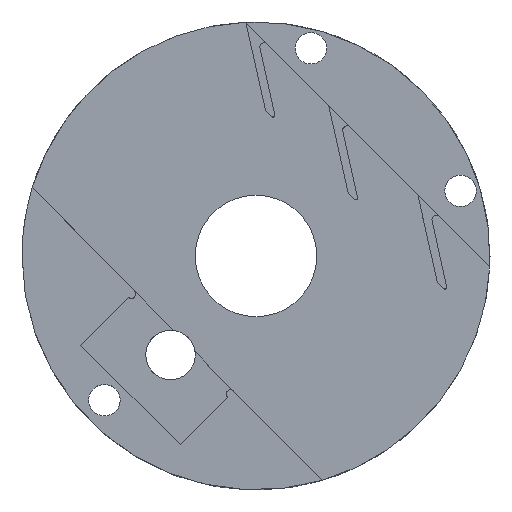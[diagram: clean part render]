
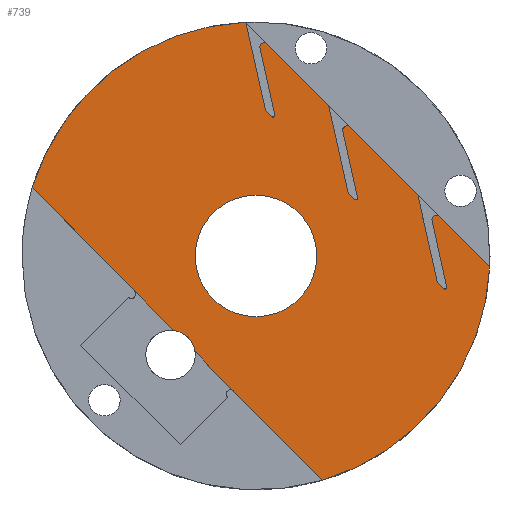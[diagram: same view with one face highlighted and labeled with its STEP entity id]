
A CAD part, top view. The second image highlights one B-rep face of the part: STEP entity #739.
In plain terms, the highlighted planar face has unit normal (0, 0, 1).
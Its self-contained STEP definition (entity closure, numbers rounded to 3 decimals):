
#207=CARTESIAN_POINT('',(7.376,149.068,3.));
#208=VERTEX_POINT('',#207);
#215=CARTESIAN_POINT('',(-6.77,163.327,3.));
#216=VERTEX_POINT('',#215);
#217=CARTESIAN_POINT('',(7.376,149.068,3.));
#218=DIRECTION('',(-0.704,0.71,0.));
#219=VECTOR('',#218,20.085);
#220=LINE('',#217,#219);
#221=EDGE_CURVE('',#208,#216,#220,.T.);
#476=CARTESIAN_POINT('',(-1.131,199.975,3.));
#477=VERTEX_POINT('',#476);
#484=CARTESIAN_POINT('',(25.971,172.779,3.));
#485=VERTEX_POINT('',#484);
#486=CARTESIAN_POINT('',(25.971,172.779,3.));
#487=DIRECTION('',(-0.706,0.708,0.));
#488=VECTOR('',#487,38.395);
#489=LINE('',#486,#488);
#490=EDGE_CURVE('',#485,#477,#489,.T.);
#609=CARTESIAN_POINT('',(-24.872,181.576,3.));
#610=VERTEX_POINT('',#609);
#617=CARTESIAN_POINT('',(-0.,174.,3.));
#618=DIRECTION('',(0.,0.,1.));
#619=DIRECTION('',(1.,0.,-0.));
#620=AXIS2_PLACEMENT_3D('',#617,#618,#619);
#621=CIRCLE('',#620,26.);
#622=EDGE_CURVE('',#477,#610,#621,.T.);
#635=CARTESIAN_POINT('',(-0.,174.,3.));
#636=DIRECTION('',(0.,0.,1.));
#637=DIRECTION('',(1.,0.,-0.));
#638=AXIS2_PLACEMENT_3D('',#635,#636,#637);
#639=CIRCLE('',#638,26.);
#640=EDGE_CURVE('',#208,#485,#639,.T.);
#702=CARTESIAN_POINT('',(-0.,174.,3.));
#703=DIRECTION('',(0.,0.,1.));
#704=DIRECTION('',(1.,0.,0.));
#705=AXIS2_PLACEMENT_3D('',#702,#703,#704);
#706=PLANE('',#705);
#707=ORIENTED_EDGE('',*,*,#221,.F.);
#708=ORIENTED_EDGE('',*,*,#640,.T.);
#709=ORIENTED_EDGE('',*,*,#490,.T.);
#710=ORIENTED_EDGE('',*,*,#622,.T.);
#711=CARTESIAN_POINT('',(-9.151,165.728,3.));
#712=VERTEX_POINT('',#711);
#713=CARTESIAN_POINT('',(-9.151,165.728,3.));
#714=DIRECTION('',(-0.704,0.71,0.));
#715=VECTOR('',#714,22.323);
#716=LINE('',#713,#715);
#717=EDGE_CURVE('',#712,#610,#716,.T.);
#718=ORIENTED_EDGE('',*,*,#717,.F.);
#719=CARTESIAN_POINT('',(-9.5,163.,3.));
#720=DIRECTION('',(0.,0.,1.));
#721=DIRECTION('',(1.,0.,-0.));
#722=AXIS2_PLACEMENT_3D('',#719,#720,#721);
#723=CIRCLE('',#722,2.75);
#724=EDGE_CURVE('',#216,#712,#723,.T.);
#725=ORIENTED_EDGE('',*,*,#724,.F.);
#726=EDGE_LOOP('',(#707,#708,#709,#710,#718,#725));
#727=FACE_BOUND('',#726,.T.);
#728=CARTESIAN_POINT('',(6.75,174.,3.));
#729=VERTEX_POINT('',#728);
#730=CARTESIAN_POINT('',(-0.,174.,3.));
#731=DIRECTION('',(0.,0.,1.));
#732=DIRECTION('',(1.,0.,-0.));
#733=AXIS2_PLACEMENT_3D('',#730,#731,#732);
#734=CIRCLE('',#733,6.75);
#735=EDGE_CURVE('',#729,#729,#734,.T.);
#736=ORIENTED_EDGE('',*,*,#735,.F.);
#737=EDGE_LOOP('',(#736));
#738=FACE_BOUND('',#737,.T.);
#739=ADVANCED_FACE('',(#727,#738),#706,.T.);
